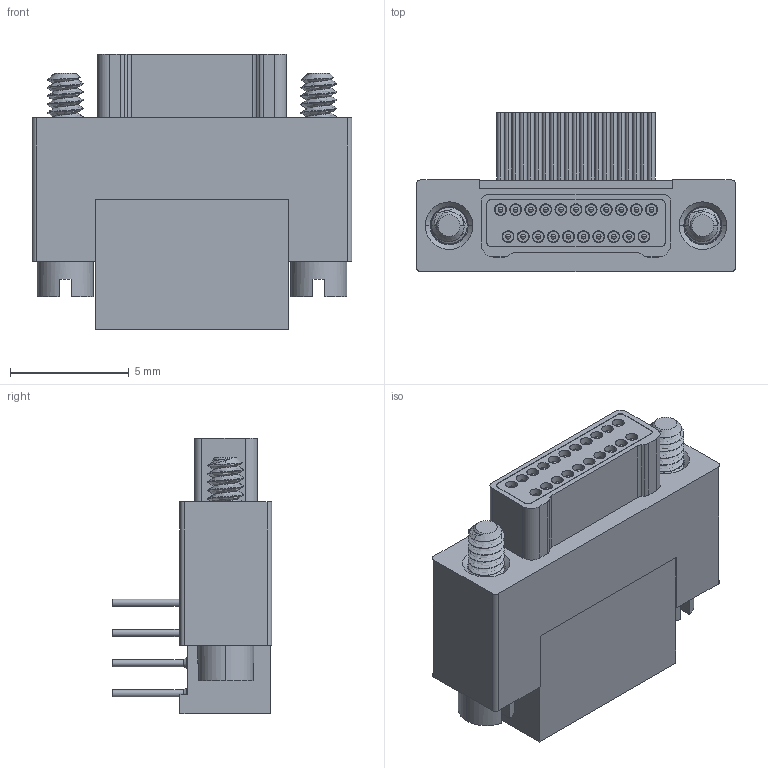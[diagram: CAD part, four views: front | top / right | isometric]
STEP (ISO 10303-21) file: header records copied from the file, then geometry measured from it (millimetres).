
FILE_DESCRIPTION((''),'2;1');
FILE_NAME('J63A-2E2-021-321-JC_ASM','2024-12-12T',('gongcheng6'),(''),'PRO/ENGINEER BY PARAMETRIC TECHNOLOGY CORPORATION, 2010280','PRO/ENGINEER BY PARAMETRIC TECHNOLOGY CORPORATION, 2010280','');
FILE_SCHEMA(('CONFIG_CONTROL_DESIGN'));
Length unit declared in the file: millimetre
Products named in the file (9): PRT0011; PRT0012; PRODUCT_10400; PRT0013; PRT0014; PRT0015; ASM0013_ASM; _J63A-2E2-021-321-JC; J63A-2E2-021-321-JC_ASM
Assembly tree (26 placements, depth 3):
  J63A-2E2-021-321-JC_ASM
    ASM0013_ASM
      PRT0011  x5
      PRT0012  x5
      PRODUCT_10400  x2
      PRT0013  x6
      PRT0014  x5
      PRT0015
    _J63A-2E2-021-321-JC
Bounding box: 13.44 x 6.71 x 11.57 mm (x, y, z)
Volume: 428.8 mm3; surface area: 1045.2 mm2
Topology: 3 solids, 45 shells, 741 faces, 1780 edges, 1051 vertices
Faces by surface type: cylinder 396, cone 136, plane 121, torus 42, sphere 42, bspline 4
Entity records: 14785 total; most frequent: CARTESIAN_POINT 7831, DIRECTION 1542, ORIENTED_EDGE 1298, EDGE_CURVE 665, AXIS2_PLACEMENT_3D 621, VERTEX_POINT 426, EDGE_LOOP 313, VECTOR 300
